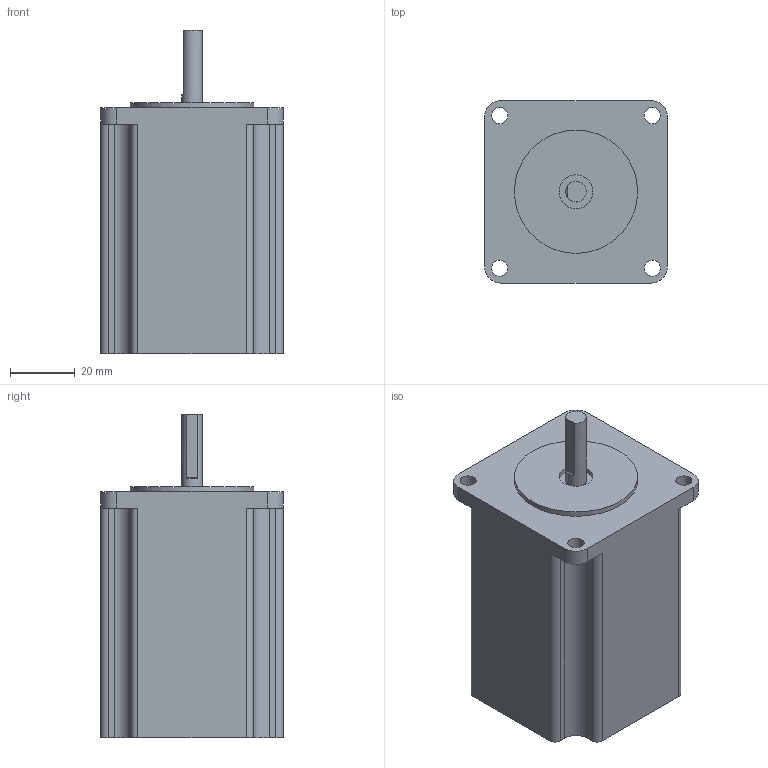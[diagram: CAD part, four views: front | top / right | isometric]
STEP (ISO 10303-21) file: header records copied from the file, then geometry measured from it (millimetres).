
FILE_DESCRIPTION(/* description */ (''),/* implementation_level */ '2;1');
FILE_NAME(/* name */ 'QSH5718-76.step',/* time_stamp */ '2018-12-07T15:41:40+01:00',/* author */ ('jakob.buesch'),/* organization */ (''),/* preprocessor_version */ 'ST-DEVELOPER v17.2',/* originating_system */ 'Autodesk Translation Framework v7.6.0.251',/* authorisation */ '');
FILE_SCHEMA (('AUTOMOTIVE_DESIGN { 1 0 10303 214 3 1 1 }'));
Length unit declared in the file: millimetre
Products named in the file (1): QSH5718-76
Bounding box: 56.4 x 56.4 x 100 mm (x, y, z)
Volume: 220405.4 mm3; surface area: 23187.9 mm2
Topology: 1 solids, 1 shells, 51 faces, 136 edges, 92 vertices
Faces by surface type: cylinder 26, plane 25
Full cylindrical faces by diameter (mm): 3 x1, 5 x4, 6.35 x1, 10.5 x2, 38.1 x1
Entity records: 1685 total; most frequent: CARTESIAN_POINT 302, DIRECTION 294, ORIENTED_EDGE 272, EDGE_CURVE 136, AXIS2_PLACEMENT_3D 108, VERTEX_POINT 92, LINE 78, VECTOR 78
